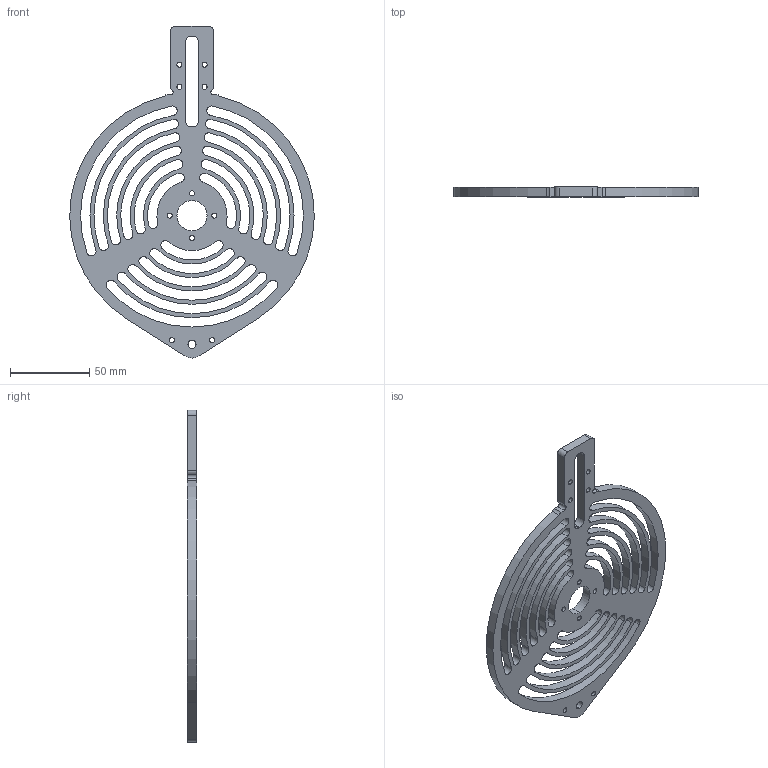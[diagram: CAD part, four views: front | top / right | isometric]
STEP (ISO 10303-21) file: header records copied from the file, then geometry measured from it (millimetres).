
FILE_DESCRIPTION (( 'STEP AP203' ), '1' );
FILE_NAME ('C006-293_01_sldprt.STEP', '2016-06-02T17:06:42', ( 'Shusen Zhang' ), ( 'MathWorks' ), 'SwSTEP 2.0', 'SolidWorks 2015', '' );
FILE_SCHEMA (( 'CONFIG_CONTROL_DESIGN' ));
Length unit declared in the file: inch
Products named in the file (1): C006-293_01_sldprt
Bounding box: 154 x 5.99 x 209.03 mm (x, y, z)
Volume: 64334.3 mm3; surface area: 45213.9 mm2
Topology: 1 solids, 1 shells, 149 faces, 441 edges, 294 vertices
Faces by surface type: cylinder 136, plane 13
Entity records: 5350 total; most frequent: DIRECTION 1013, CARTESIAN_POINT 885, ORIENTED_EDGE 882, EDGE_CURVE 441, AXIS2_PLACEMENT_3D 422, VERTEX_POINT 294, CIRCLE 272, EDGE_LOOP 211
